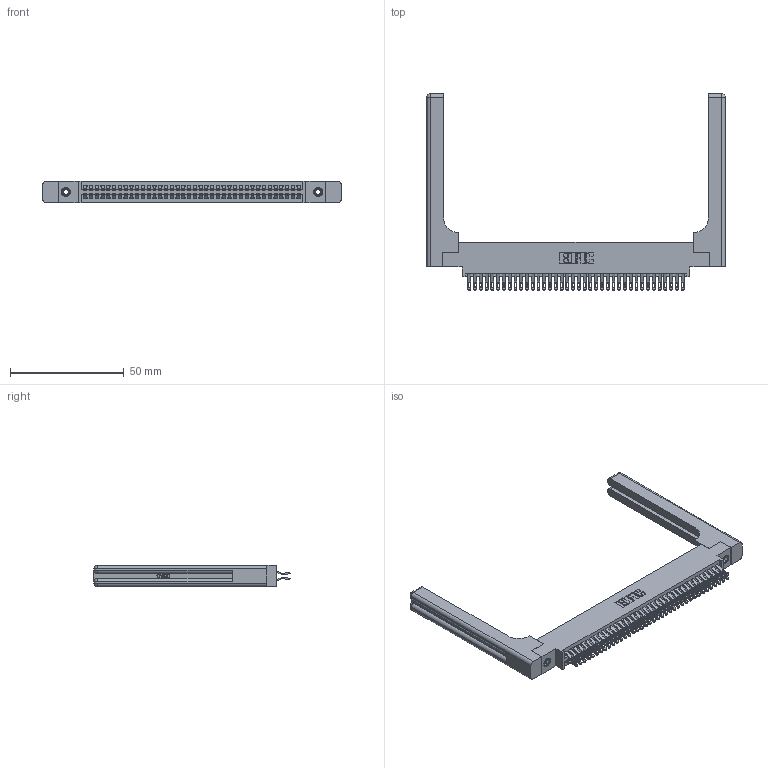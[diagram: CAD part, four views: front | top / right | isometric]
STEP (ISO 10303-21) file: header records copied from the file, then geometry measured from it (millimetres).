
FILE_DESCRIPTION (( 'STEP AP203' ), '1' );
FILE_NAME ('345-076-555-858.STEP', '2019-10-31T13:26:55', ( '' ), ( '' ), 'SwSTEP 2.0', 'SolidWorks 2016', '' );
FILE_SCHEMA (( 'CONFIG_CONTROL_DESIGN' ));
Length unit declared in the file: inch
Products named in the file (5): 345-220-058_345-220-058; 345-250-001_345-250-001-102; 345 Part_0.170 Offset - 0.156 Dia-TH; 345-076-555-858; 345-292-001_555 Tail
Assembly tree (81 placements, depth 2):
  345-076-555-858
    345 Part_0.170 Offset - 0.156 Dia-TH
    345-292-001_555 Tail  x76
    345-250-001_345-250-001-102  x2
    345-220-058_345-220-058  x2
Bounding box: 131.55 x 86.41 x 9.4 mm (x, y, z)
Volume: 21323.6 mm3; surface area: 24883.8 mm2
Topology: 81 solids, 81 shells, 4642 faces, 14471 edges, 9626 vertices
Faces by surface type: plane 2588, cylinder 1994, bspline 36, cone 12, sphere 8, torus 4
Entity records: 35994 total; most frequent: CARTESIAN_POINT 7067, ORIENTED_EDGE 5768, DIRECTION 5136, EDGE_CURVE 2884, VECTOR 2488, LINE 2488, VERTEX_POINT 1914, AXIS2_PLACEMENT_3D 1324
